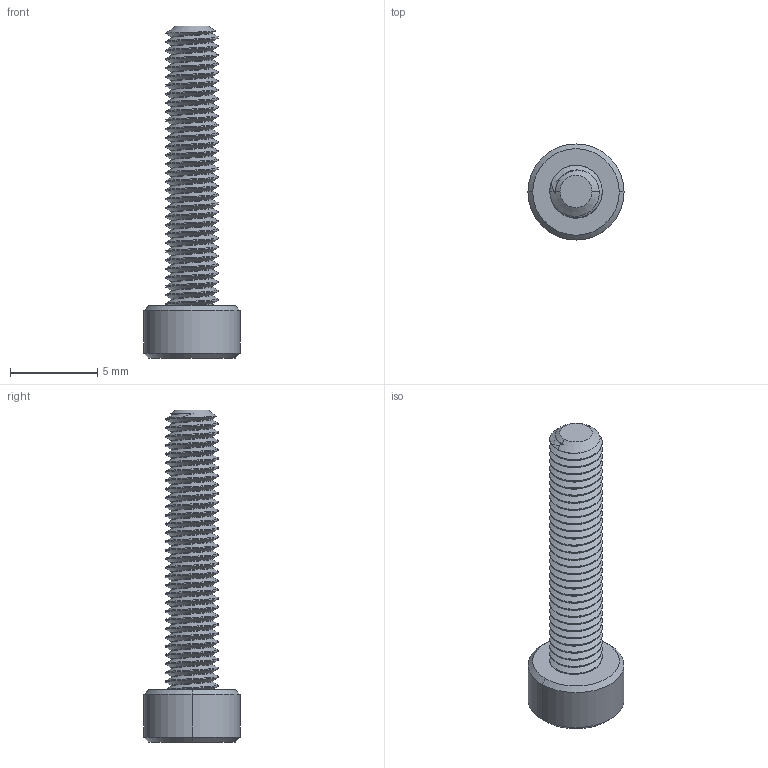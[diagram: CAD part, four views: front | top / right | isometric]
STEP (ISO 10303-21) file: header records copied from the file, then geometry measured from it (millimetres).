
FILE_DESCRIPTION (( 'STEP AP203' ), '1' );
FILE_NAME ('M3 x 0.5mm Thread 16mm LONG SOCKET HEAD CAP SCREW.STEP', '2017-05-07T01:59:02', ( '' ), ( '' ), 'SwSTEP 2.0', 'SolidWorks 2014', '' );
FILE_SCHEMA (( 'CONFIG_CONTROL_DESIGN' ));
Length unit declared in the file: millimetre
Products named in the file (1): M3 x 0.5mm Thread 16mm LONG SOCKET HEAD CAP SCREW
Bounding box: 5.5 x 5.5 x 19 mm (x, y, z)
Volume: 149.9 mm3; surface area: 341.1 mm2
Topology: 1 solids, 1 shells, 157 faces, 441 edges, 288 vertices
Faces by surface type: cylinder 131, cone 14, plane 10, bspline 2
Entity records: 8040 total; most frequent: CARTESIAN_POINT 4698, ORIENTED_EDGE 882, DIRECTION 507, EDGE_CURVE 441, VERTEX_POINT 288, AXIS2_PLACEMENT_3D 179, EDGE_LOOP 159, FACE_OUTER_BOUND 157
